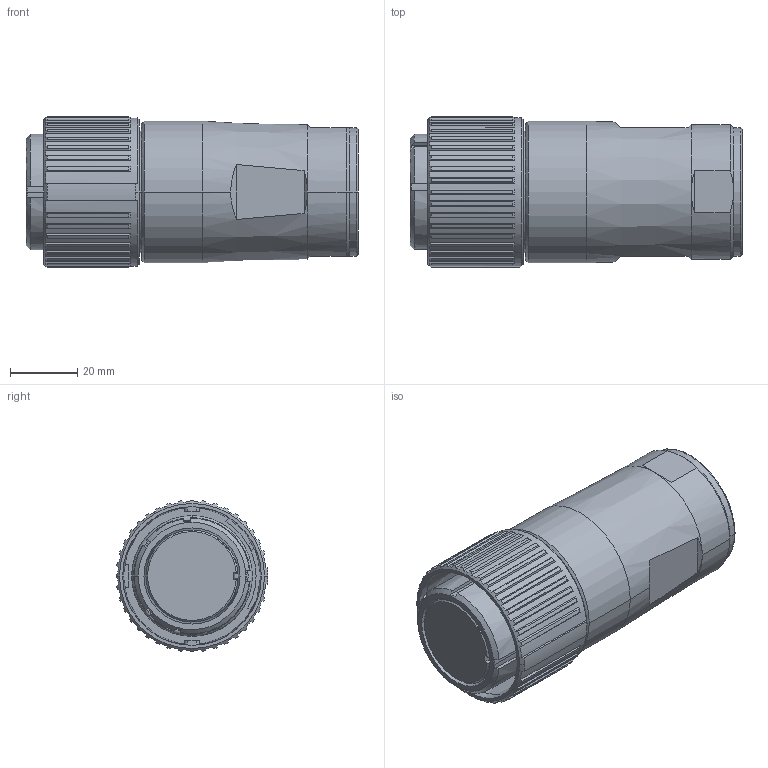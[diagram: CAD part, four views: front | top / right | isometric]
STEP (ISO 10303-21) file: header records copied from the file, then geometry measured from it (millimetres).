
FILE_DESCRIPTION(('CoCreate Modeling STEP Export'),'2;1');
FILE_NAME('EM35WBP-4SC.stp','2011-06-07T17:37:52',(''),(''),'CoCreate Modeling STEP processor for AP214 (Solid Model)','CoCreate Modeling 17.0 01-Apr-2010 (C) Parametric Technology GmbH','');
FILE_SCHEMA(('AUTOMOTIVE_DESIGN { 1 0 10303 214 1 1 1 1 }'));
Length unit declared in the file: millimetre
Products named in the file (1): EM35WBP-4SC
Bounding box: 98.4 x 45 x 45 mm (x, y, z)
Volume: 113390.2 mm3; surface area: 31598.7 mm2
Topology: 1 solids, 1 shells, 304 faces, 836 edges, 547 vertices
Faces by surface type: plane 139, cylinder 85, cone 74, torus 6
Entity records: 11352 total; most frequent: CARTESIAN_POINT 4697, ORIENTED_EDGE 1672, DIRECTION 955, EDGE_CURVE 836, VERTEX_POINT 547, AXIS2_PLACEMENT_3D 329, EDGE_LOOP 317, FACE_OUTER_BOUND 304
